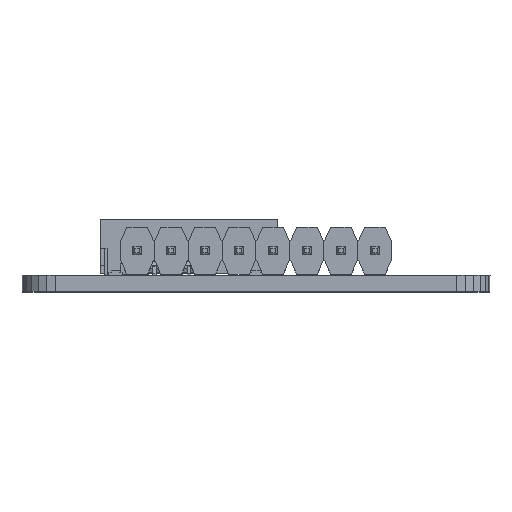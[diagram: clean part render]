
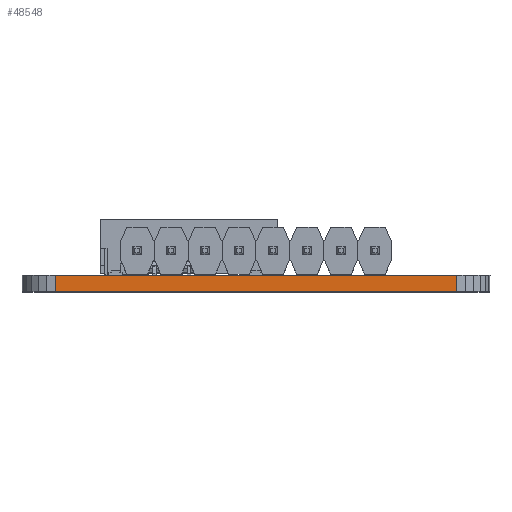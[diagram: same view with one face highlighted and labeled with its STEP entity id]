
A CAD part, top view. The second image highlights one B-rep face of the part: STEP entity #48548.
In plain terms, the highlighted face is planar.
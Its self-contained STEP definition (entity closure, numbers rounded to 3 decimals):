
#644 = VERTEX_POINT ( 'NONE', #22806 ) ;
#1711 = CARTESIAN_POINT ( 'NONE',  ( 15., -16.5, -1.2 ) ) ;
#3536 = DIRECTION ( 'NONE',  ( 0., 0., -1. ) ) ;
#6227 = FACE_OUTER_BOUND ( 'NONE', #9554, .T. ) ;
#7712 = EDGE_CURVE ( 'NONE', #41670, #15346, #19011, .T. ) ;
#9074 = DIRECTION ( 'NONE',  ( 0., 0., -1. ) ) ;
#9554 = EDGE_LOOP ( 'NONE', ( #28469, #25663, #11045, #36350 ) ) ;
#10036 = EDGE_CURVE ( 'NONE', #15346, #644, #21592, .T. ) ;
#10560 = DIRECTION ( 'NONE',  ( 1., 0., 0. ) ) ;
#10602 = VECTOR ( 'NONE', #22112, 1000. ) ;
#11045 = ORIENTED_EDGE ( 'NONE', *, *, #10036, .T. ) ;
#11202 = VECTOR ( 'NONE', #19571, 1000. ) ;
#11360 = VECTOR ( 'NONE', #9074, 1000. ) ;
#11845 = LINE ( 'NONE', #49625, #10602 ) ;
#15346 = VERTEX_POINT ( 'NONE', #48028 ) ;
#19011 = LINE ( 'NONE', #34522, #11202 ) ;
#19571 = DIRECTION ( 'NONE',  ( -1., 0., 0. ) ) ;
#21592 = LINE ( 'NONE', #47474, #11360 ) ;
#22112 = DIRECTION ( 'NONE',  ( 0., 0., 1. ) ) ;
#22806 = CARTESIAN_POINT ( 'NONE',  ( -15., -16.5, -1.2 ) ) ;
#23130 = CARTESIAN_POINT ( 'NONE',  ( -15., -16.5, 0. ) ) ;
#25663 = ORIENTED_EDGE ( 'NONE', *, *, #7712, .T. ) ;
#28469 = ORIENTED_EDGE ( 'NONE', *, *, #33017, .T. ) ;
#30325 = DIRECTION ( 'NONE',  ( 0., -1., 0. ) ) ;
#33017 = EDGE_CURVE ( 'NONE', #47276, #41670, #11845, .T. ) ;
#33863 = PLANE ( 'NONE',  #39320 ) ;
#34522 = CARTESIAN_POINT ( 'NONE',  ( -15., -16.5, 0. ) ) ;
#36215 = CARTESIAN_POINT ( 'NONE',  ( 15., -16.5, 0. ) ) ;
#36350 = ORIENTED_EDGE ( 'NONE', *, *, #41351, .T. ) ;
#37692 = VECTOR ( 'NONE', #10560, 1000. ) ;
#39320 = AXIS2_PLACEMENT_3D ( 'NONE', #23130, #30325, #3536 ) ;
#41351 = EDGE_CURVE ( 'NONE', #644, #47276, #42483, .T. ) ;
#41670 = VERTEX_POINT ( 'NONE', #36215 ) ;
#42483 = LINE ( 'NONE', #44935, #37692 ) ;
#44935 = CARTESIAN_POINT ( 'NONE',  ( -15., -16.5, -1.2 ) ) ;
#47276 = VERTEX_POINT ( 'NONE', #1711 ) ;
#47474 = CARTESIAN_POINT ( 'NONE',  ( -15., -16.5, 0. ) ) ;
#48028 = CARTESIAN_POINT ( 'NONE',  ( -15., -16.5, 0. ) ) ;
#48548 = ADVANCED_FACE ( 'NONE', ( #6227 ), #33863, .T. ) ;
#49625 = CARTESIAN_POINT ( 'NONE',  ( 15., -16.5, 0. ) ) ;
